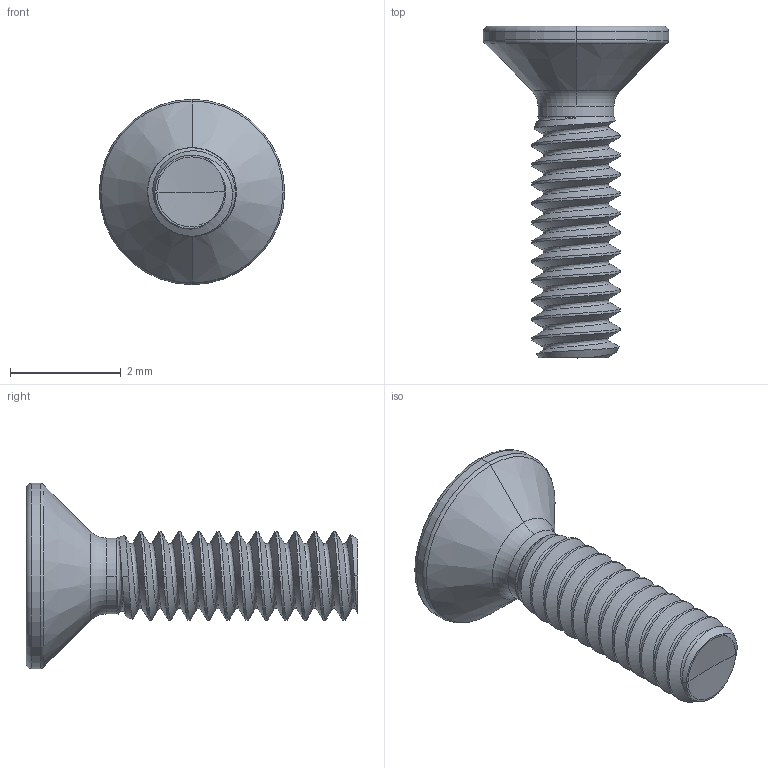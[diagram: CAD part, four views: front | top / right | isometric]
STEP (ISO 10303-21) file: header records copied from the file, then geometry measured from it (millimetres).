
FILE_DESCRIPTION (( 'STEP AP203' ), '1' );
FILE_NAME ('STM410160060.STEP', '2020-12-18T16:43:33', ( '' ), ( '' ), 'SwSTEP 2.0', 'SolidWorks 2015', '' );
FILE_SCHEMA (( 'CONFIG_CONTROL_DESIGN' ));
Length unit declared in the file: millimetre
Products named in the file (2): STM410160060
Bounding box: 3.35 x 6 x 3.35 mm (x, y, z)
Volume: 13.3 mm3; surface area: 59.1 mm2
Topology: 1 solids, 1 shells, 92 faces, 239 edges, 148 vertices
Faces by surface type: cylinder 46, bspline 18, cone 13, torus 11, sphere 2, plane 2
Entity records: 13010 total; most frequent: CARTESIAN_POINT 10944, ORIENTED_EDGE 474, DIRECTION 319, EDGE_CURVE 237, VERTEX_POINT 148, AXIS2_PLACEMENT_3D 131, EDGE_LOOP 93, ADVANCED_FACE 92
